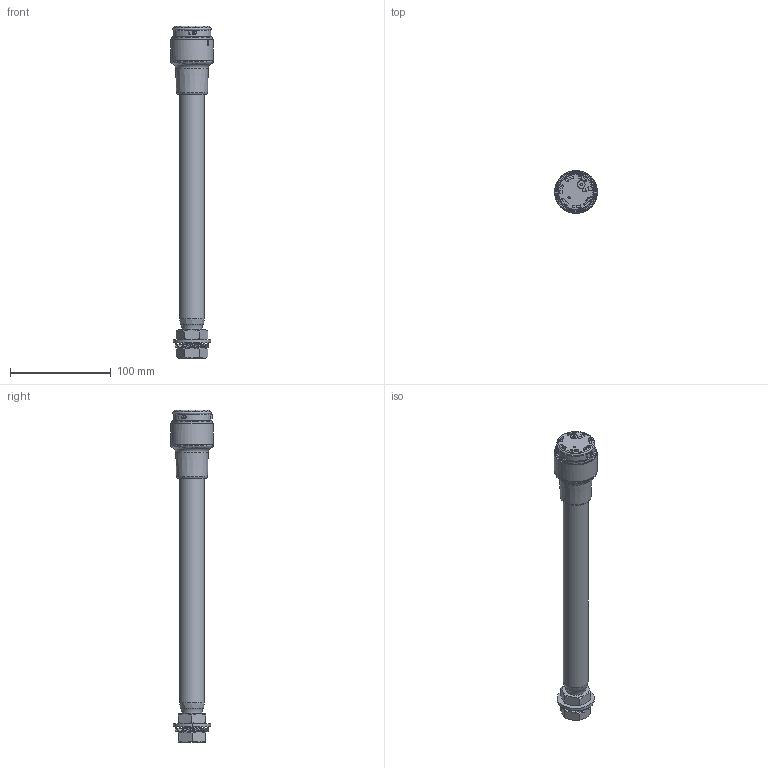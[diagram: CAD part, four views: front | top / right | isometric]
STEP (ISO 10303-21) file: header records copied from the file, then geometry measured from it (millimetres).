
FILE_DESCRIPTION(/* description */ (''),/* implementation_level */ '2;1');
FILE_NAME(/* name */ 'ZSW 250.stp',/* time_stamp */ '2014-12-01T09:48:12+01:00',/* author */ (''),/* organization */ (''),/* preprocessor_version */ 'ST-DEVELOPER v11',/* originating_system */ 'SIEMENS PLM Software NX 7.5',/* authorisation */ '');
FILE_SCHEMA (('AUTOMOTIVE_DESIGN { 1 0 10303 214 1 1 1 1 }'));
Products named in the file (1): m.ne988Bw32m
Bounding box: 42.5 x 42.5 x 329.15 mm (x, y, z)
Volume: 116206.1 mm3; surface area: 65727 mm2
Topology: 6 solids, 6 shells, 1009 faces, 2535 edges, 1499 vertices
Faces by surface type: bspline 275, plane 222, cylinder 174, cone 131, torus 106, sphere 101
Full cylindrical faces by diameter (mm): 7.6 x1, 15.8 x1, 17.3 x2, 19.8 x16, 20.8 x1, 21 x1, 24.8 x1, 34 x1, 34.6 x3, 36.6 x2, 37.6 x1, 40 x1, 42.5 x2
Entity records: 42596 total; most frequent: CARTESIAN_POINT 22061, ORIENTED_EDGE 4640, DIRECTION 3847, EDGE_CURVE 2320, AXIS2_PLACEMENT_3D 1698, VERTEX_POINT 1431, EDGE_LOOP 1091, ADVANCED_FACE 992
